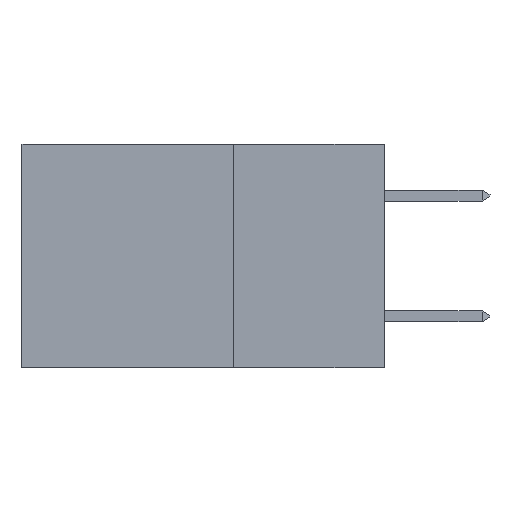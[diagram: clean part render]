
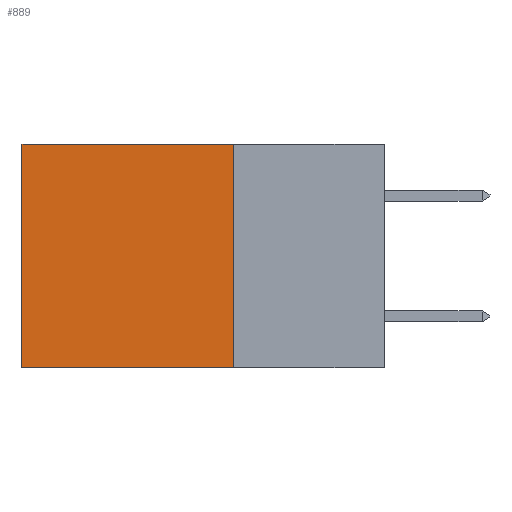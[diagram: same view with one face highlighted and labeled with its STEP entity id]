
A CAD part, left-side view. The second image highlights one B-rep face of the part: STEP entity #889.
In plain terms, the highlighted planar face has unit normal (-1, 0, 0).
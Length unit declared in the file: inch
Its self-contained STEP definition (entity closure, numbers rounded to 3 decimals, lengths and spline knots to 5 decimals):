
#131 = PLANE ( 'NONE',  #637 ) ;
#312 = CARTESIAN_POINT ( 'NONE',  ( 0.2875, 0.6, 0. ) ) ;
#637 = AXIS2_PLACEMENT_3D ( 'NONE', #11286, #18986, #20620 ) ;
#889 = ADVANCED_FACE ( 'NONE', ( #4344 ), #131, .F. ) ;
#1039 = LINE ( 'NONE', #5433, #16625 ) ;
#2657 = ORIENTED_EDGE ( 'NONE', *, *, #5897, .F. ) ;
#2934 = VECTOR ( 'NONE', #6981, 39.37008 ) ;
#3729 = ORIENTED_EDGE ( 'NONE', *, *, #15587, .F. ) ;
#3967 = VERTEX_POINT ( 'NONE', #10938 ) ;
#3991 = EDGE_CURVE ( 'NONE', #21265, #3967, #5919, .T. ) ;
#4344 = FACE_OUTER_BOUND ( 'NONE', #4572, .T. ) ;
#4369 = ORIENTED_EDGE ( 'NONE', *, *, #3991, .T. ) ;
#4572 = EDGE_LOOP ( 'NONE', ( #14376, #2657, #3729, #4369 ) ) ;
#4644 = DIRECTION ( 'NONE',  ( 0., 0., -1. ) ) ;
#5311 = DIRECTION ( 'NONE',  ( 0., 1., 0. ) ) ;
#5433 = CARTESIAN_POINT ( 'NONE',  ( 0.2875, 0.25, 0. ) ) ;
#5897 = EDGE_CURVE ( 'NONE', #13426, #10925, #9280, .T. ) ;
#5919 = LINE ( 'NONE', #7271, #14849 ) ;
#6981 = DIRECTION ( 'NONE',  ( 0., 1., 0. ) ) ;
#7271 = CARTESIAN_POINT ( 'NONE',  ( 0.2875, 0.25, 0. ) ) ;
#7309 = DIRECTION ( 'NONE',  ( 0., 0., -1. ) ) ;
#9280 = LINE ( 'NONE', #12255, #2934 ) ;
#10925 = VERTEX_POINT ( 'NONE', #11543 ) ;
#10938 = CARTESIAN_POINT ( 'NONE',  ( 0.2875, 0.6, 0. ) ) ;
#11286 = CARTESIAN_POINT ( 'NONE',  ( 0.2875, 0.25, 0. ) ) ;
#11543 = CARTESIAN_POINT ( 'NONE',  ( 0.2875, 0.6, -0.37 ) ) ;
#12255 = CARTESIAN_POINT ( 'NONE',  ( 0.2875, 0.25, -0.37 ) ) ;
#13426 = VERTEX_POINT ( 'NONE', #14338 ) ;
#14338 = CARTESIAN_POINT ( 'NONE',  ( 0.2875, 0.25, -0.37 ) ) ;
#14376 = ORIENTED_EDGE ( 'NONE', *, *, #21623, .T. ) ;
#14418 = CARTESIAN_POINT ( 'NONE',  ( 0.2875, 0.25, 0. ) ) ;
#14849 = VECTOR ( 'NONE', #5311, 39.37008 ) ;
#15587 = EDGE_CURVE ( 'NONE', #21265, #13426, #1039, .T. ) ;
#16625 = VECTOR ( 'NONE', #7309, 39.37008 ) ;
#18494 = VECTOR ( 'NONE', #4644, 39.37008 ) ;
#18986 = DIRECTION ( 'NONE',  ( 1., 0., 0. ) ) ;
#20620 = DIRECTION ( 'NONE',  ( 0., 0., -1. ) ) ;
#21265 = VERTEX_POINT ( 'NONE', #14418 ) ;
#21623 = EDGE_CURVE ( 'NONE', #3967, #10925, #21726, .T. ) ;
#21726 = LINE ( 'NONE', #312, #18494 ) ;
